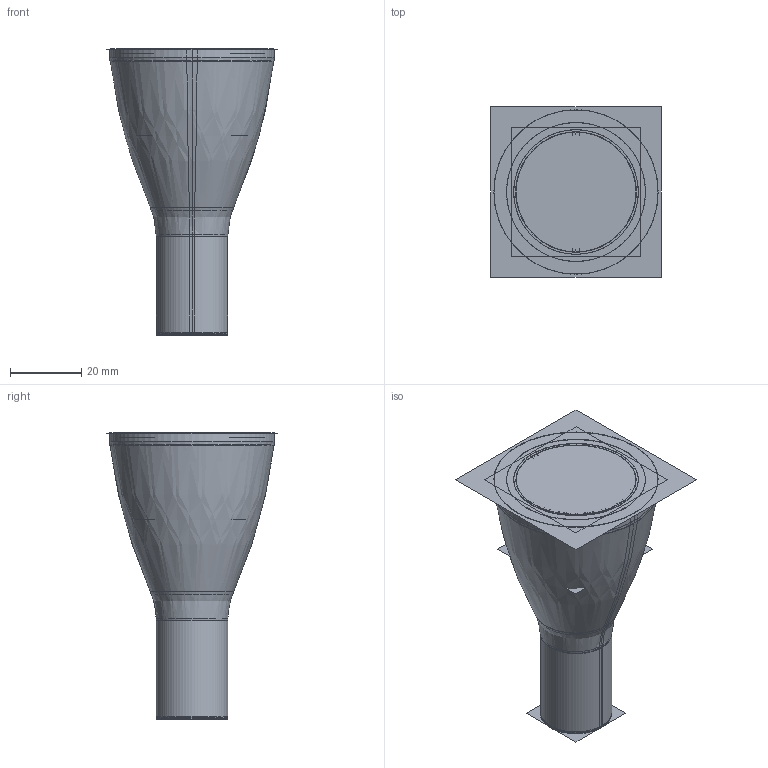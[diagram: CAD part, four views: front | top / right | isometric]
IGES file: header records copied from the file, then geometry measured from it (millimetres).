
Start section:  PTC IGES file: 192315.igs
Global section: file name: 192315.igs; native system: Creo Parametric by Parametric Technology Corporation; preprocessor: 2013230; author: pdmadmin; organization: Unknown; date: 20151218.134504; units: millimetre
Bounding box: 47.84 x 47.84 x 80.21 mm (x, y, z)
Volume: 30584.8 mm3; surface area: 121697.5 mm2
Topology: 1 solids, 1 shells, 214 faces, 1124 edges, 1446 vertices
Faces by surface type: revolution 152, bspline 62
